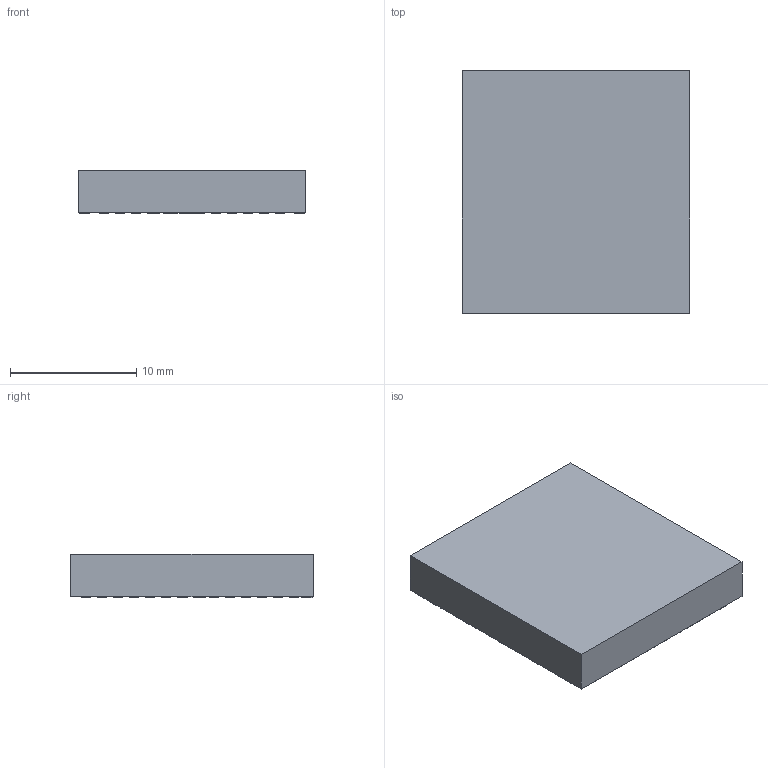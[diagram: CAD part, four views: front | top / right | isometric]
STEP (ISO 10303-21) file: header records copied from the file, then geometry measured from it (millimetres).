
FILE_DESCRIPTION(('FreeCAD Model'),'2;1');
FILE_NAME('16235412.1.3.stp','2023-06-30T13:24:08',( 'Author'),(''),'Open CASCADE STEP processor 6.9','FreeCAD','Unknown' );
FILE_SCHEMA(('AUTOMOTIVE_DESIGN { 1 0 10303 214 1 1 1 1 }'));
Length unit declared in the file: millimetre
Products named in the file (3): ASSEMBLY; Body; Pins
Assembly tree (2 placements, depth 2):
  ASSEMBLY
    Body
    Pins
Bounding box: 18 x 19.2 x 3.45 mm (x, y, z)
Volume: 1160.6 mm3; surface area: 1011.9 mm2
Topology: 50 solids, 50 shells, 300 faces, 600 edges, 400 vertices
Faces by surface type: plane 300
Entity records: 15806 total; most frequent: CARTESIAN_POINT 2503, DIRECTION 2406, LINE 1800, VECTOR 1800, ORIENTED_EDGE 1200, PCURVE 1200, DEFINITIONAL_REPRESENTATION 1200, EDGE_CURVE 600
